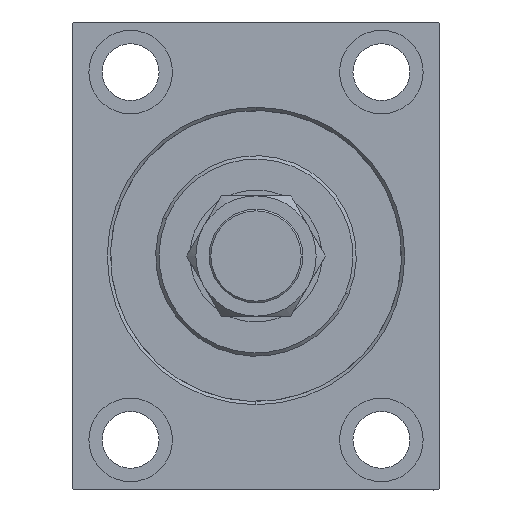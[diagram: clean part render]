
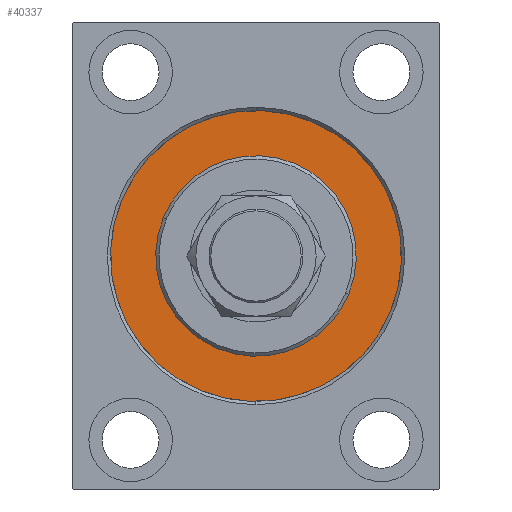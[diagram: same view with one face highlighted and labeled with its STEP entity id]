
A CAD part, left-side view. The second image highlights one B-rep face of the part: STEP entity #40337.
In plain terms, the highlighted face is planar.
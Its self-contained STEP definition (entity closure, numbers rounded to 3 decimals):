
#3349 = FACE_OUTER_BOUND ( 'NONE', #40552, .T. ) ;
#4606 = DIRECTION ( 'NONE',  ( 0., 0., -1. ) ) ;
#5261 = CIRCLE ( 'NONE', #26152, 43.5 ) ;
#6851 = FACE_BOUND ( 'NONE', #12217, .T. ) ;
#7541 = ORIENTED_EDGE ( 'NONE', *, *, #30329, .F. ) ;
#7812 = CARTESIAN_POINT ( 'NONE',  ( 0., 0., 0. ) ) ;
#8122 = DIRECTION ( 'NONE',  ( 1., 0., 0. ) ) ;
#12217 = EDGE_LOOP ( 'NONE', ( #7541, #24227 ) ) ;
#12232 = DIRECTION ( 'NONE',  ( -1., 0., 0. ) ) ;
#13394 = CARTESIAN_POINT ( 'NONE',  ( 0., 0., 43.5 ) ) ;
#14051 = DIRECTION ( 'NONE',  ( 0., 0., -1. ) ) ;
#14617 = DIRECTION ( 'NONE',  ( 0., 0., 1. ) ) ;
#15181 = AXIS2_PLACEMENT_3D ( 'NONE', #31862, #25303, #36053 ) ;
#15526 = DIRECTION ( 'NONE',  ( 0., 0., 1. ) ) ;
#15867 = EDGE_CURVE ( 'NONE', #31495, #30980, #19710, .T. ) ;
#19710 = CIRCLE ( 'NONE', #38381, 30. ) ;
#19981 = VERTEX_POINT ( 'NONE', #24729 ) ;
#21108 = PLANE ( 'NONE',  #15181 ) ;
#21152 = CIRCLE ( 'NONE', #29346, 30. ) ;
#21398 = CARTESIAN_POINT ( 'NONE',  ( 0., 0., 0. ) ) ;
#21816 = AXIS2_PLACEMENT_3D ( 'NONE', #21398, #46147, #14617 ) ;
#24227 = ORIENTED_EDGE ( 'NONE', *, *, #15867, .F. ) ;
#24729 = CARTESIAN_POINT ( 'NONE',  ( 0., 0., -43.5 ) ) ;
#25303 = DIRECTION ( 'NONE',  ( -1., 0., 0. ) ) ;
#25883 = CARTESIAN_POINT ( 'NONE',  ( 0., 0., 0. ) ) ;
#26152 = AXIS2_PLACEMENT_3D ( 'NONE', #7812, #12232, #15526 ) ;
#26775 = ORIENTED_EDGE ( 'NONE', *, *, #38199, .F. ) ;
#27545 = CARTESIAN_POINT ( 'NONE',  ( 0., 0., 30. ) ) ;
#28760 = DIRECTION ( 'NONE',  ( 1., 0., 0. ) ) ;
#29346 = AXIS2_PLACEMENT_3D ( 'NONE', #25883, #8122, #4606 ) ;
#29609 = VERTEX_POINT ( 'NONE', #13394 ) ;
#30329 = EDGE_CURVE ( 'NONE', #30980, #31495, #21152, .T. ) ;
#30980 = VERTEX_POINT ( 'NONE', #27545 ) ;
#31495 = VERTEX_POINT ( 'NONE', #38795 ) ;
#31862 = CARTESIAN_POINT ( 'NONE',  ( 0., 0., 0. ) ) ;
#32304 = ORIENTED_EDGE ( 'NONE', *, *, #32740, .F. ) ;
#32740 = EDGE_CURVE ( 'NONE', #19981, #29609, #5261, .T. ) ;
#36053 = DIRECTION ( 'NONE',  ( 0., 0., 1. ) ) ;
#38199 = EDGE_CURVE ( 'NONE', #29609, #19981, #41963, .T. ) ;
#38381 = AXIS2_PLACEMENT_3D ( 'NONE', #42767, #28760, #14051 ) ;
#38795 = CARTESIAN_POINT ( 'NONE',  ( 0., 0., -30. ) ) ;
#40337 = ADVANCED_FACE ( 'NONE', ( #6851, #3349 ), #21108, .F. ) ;
#40552 = EDGE_LOOP ( 'NONE', ( #32304, #26775 ) ) ;
#41963 = CIRCLE ( 'NONE', #21816, 43.5 ) ;
#42767 = CARTESIAN_POINT ( 'NONE',  ( 0., 0., 0. ) ) ;
#46147 = DIRECTION ( 'NONE',  ( -1., 0., 0. ) ) ;
